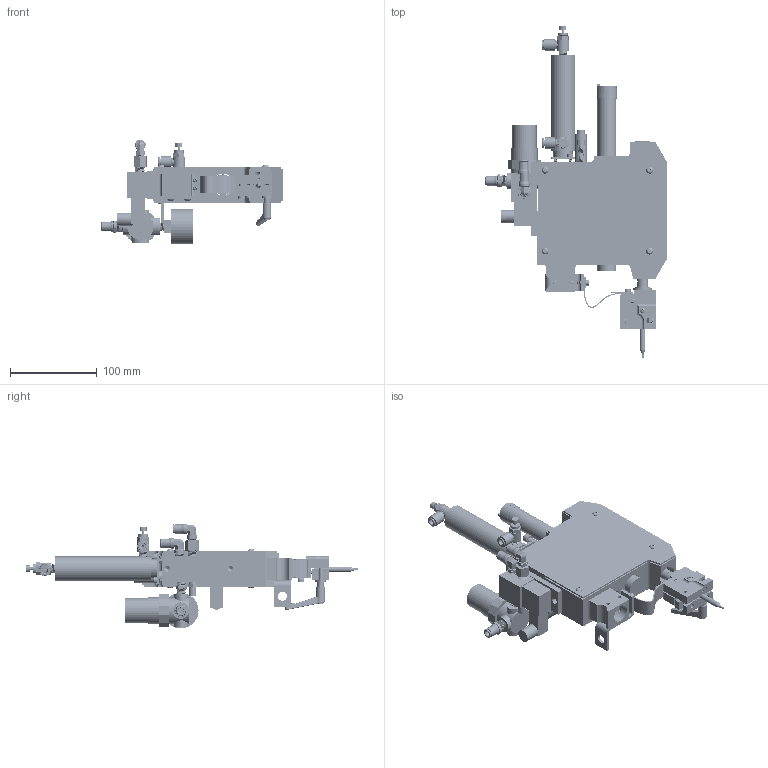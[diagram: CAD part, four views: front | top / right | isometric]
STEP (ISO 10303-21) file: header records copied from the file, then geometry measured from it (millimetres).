
FILE_DESCRIPTION (( 'STEP AP214' ), '1' );
FILE_NAME ('82A 24 Assembly.STEP', '2015-08-13T20:40:57', ( 'user' ), ( '' ), 'SwSTEP 2.0', 'SolidWorks 2012', '' );
FILE_SCHEMA (( 'AUTOMOTIVE_DESIGN' ));
Length unit declared in the file: inch
Products named in the file (7): 82A 24 Assembly; 82A Body; 4-33901-02 Solenoid Regulator Assy; 4-32697-01 Mounting Plate; 4-33967-01 Upper Holder Assembly; 4-01962-04 Electrode; 4-32747-01 82A Weld Flexure
Assembly tree (6 placements, depth 2):
  82A 24 Assembly
    82A Body
    4-33901-02 Solenoid Regulator Assy
    4-32697-01 Mounting Plate
    4-33967-01 Upper Holder Assembly
    4-01962-04 Electrode
    4-32747-01 82A Weld Flexure
Bounding box: 209.1 x 383.43 x 121.11 mm (x, y, z)
Volume: 1047943.3 mm3; surface area: 315560.2 mm2
Topology: 58 solids, 59 shells, 1611 faces, 3940 edges, 2568 vertices
Faces by surface type: plane 660, cone 425, cylinder 384, bspline 117, sphere 14, torus 11
Full cylindrical faces by diameter (mm): 1.524 x2, 2.261 x1, 2.362 x1, 3 x4, 3.04 x1, 3.048 x2, 3.125 x2, 3.175 x4, 3.454 x13, 3.658 x1, 4 x4, 4.166 x2, 4.342 x24, 4.369 x2, 4.394 x2, 4.75 x6, 4.775 x10, 5 x26, 5.105 x3, 5.156 x2, 5.537 x2, 5.588 x2, 5.613 x2, 6 x1, 6.25 x2, 6.304 x1, 6.35 x25, 6.37 x1, 6.4 x1, 6.604 x1
Entity records: 144751 total; most frequent: CARTESIAN_POINT 91671, ORIENTED_EDGE 6414, DIRECTION 5989, EDGE_CURVE 3207, AXIS2_PLACEMENT_3D 2475, VERTEX_POINT 2289, EDGE_LOOP 2224, FACE_OUTER_BOUND 1835
